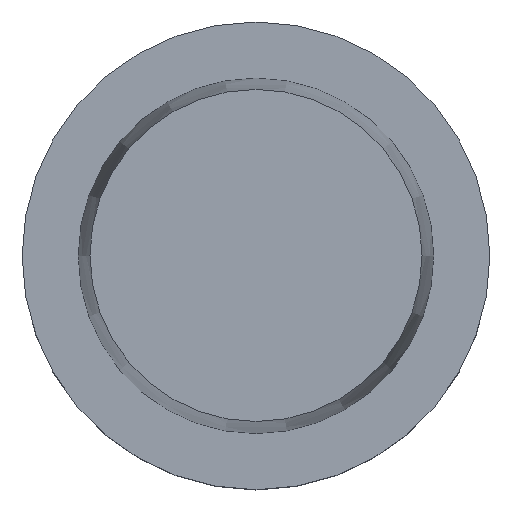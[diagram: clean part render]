
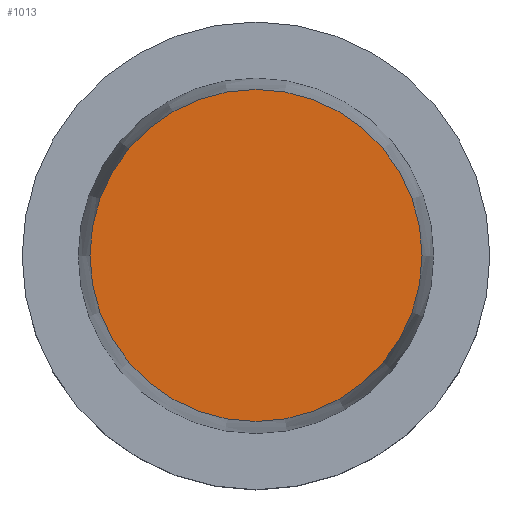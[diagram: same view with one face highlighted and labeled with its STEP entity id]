
A CAD part, top view. The second image highlights one B-rep face of the part: STEP entity #1013.
In plain terms, the highlighted planar face has unit normal (0, 0, 1).
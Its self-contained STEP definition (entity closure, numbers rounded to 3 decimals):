
#187=FACE_OUTER_BOUND('',#1699,.T.);
#1013=ADVANCED_FACE('CU_CO_N1_SU_3',(#187),#1219,.F.);
#1219=PLANE('',#3979);
#1699=EDGE_LOOP('',(#2355));
#2355=ORIENTED_EDGE('',*,*,#3348,.F.);
#2962=VERTEX_POINT('',#5924);
#3348=EDGE_CURVE('',#2962,#2962,#3636,.T.);
#3636=CIRCLE('',#3978,28.397);
#3978=AXIS2_PLACEMENT_3D('',#5923,#4784,#4785);
#3979=AXIS2_PLACEMENT_3D('',#5925,#4786,#4787);
#4784=DIRECTION('',(0.,0.,-1.));
#4785=DIRECTION('',(-1.,0.,0.));
#4786=DIRECTION('',(0.,0.,-1.));
#4787=DIRECTION('',(-1.,0.,0.));
#5923=CARTESIAN_POINT('',(0.,0.,40.));
#5924=CARTESIAN_POINT('',(-28.397,0.,40.));
#5925=CARTESIAN_POINT('',(0.,0.,40.));
